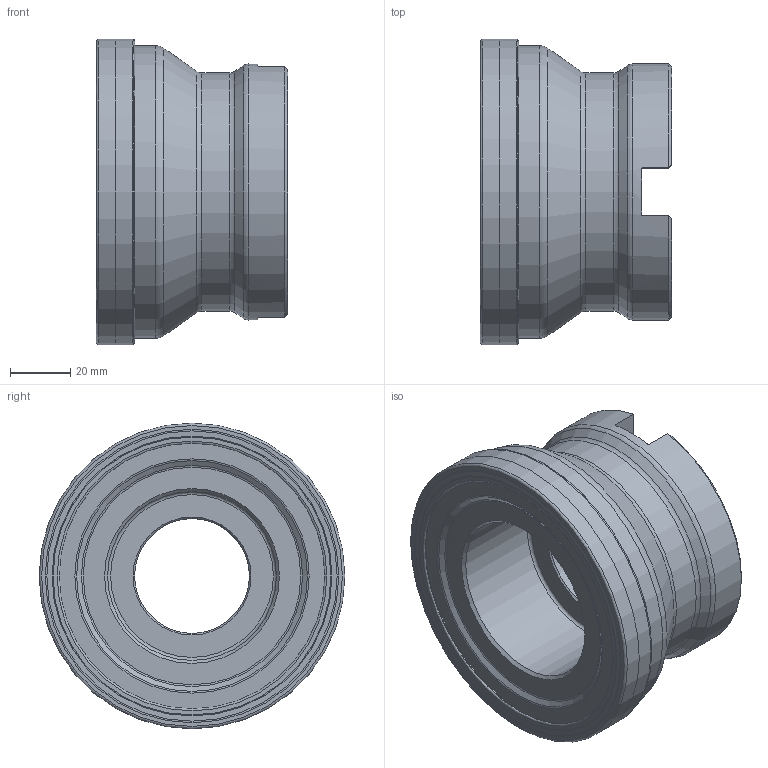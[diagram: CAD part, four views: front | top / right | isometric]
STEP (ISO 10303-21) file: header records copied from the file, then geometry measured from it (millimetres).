
FILE_DESCRIPTION(/* description */ (''),/* implementation_level */ '2;1');
FILE_NAME(/* name */ 'emp09-4.00''''-b1.50''''-ln12-13.stp',/* time_stamp */ '2023-03-09T10:43:01+08:00',/* author */ (''),/* organization */ (''),/* preprocessor_version */ 'ST-DEVELOPER v16.7',/* originating_system */ 'SIEMENS PLM Software NX 12.0',/* authorisation */ '');
FILE_SCHEMA (('AUTOMOTIVE_DESIGN { 1 0 10303 214 3 1 1 1 }'));
Length unit declared in the file: millimetre
Products named in the file (1): luol26588D0A8btp
Bounding box: 63.5 x 101.45 x 101.45 mm (x, y, z)
Volume: 281736.2 mm3; surface area: 48625.5 mm2
Topology: 2 solids, 2 shells, 70 faces, 160 edges, 93 vertices
Faces by surface type: revolution 21, plane 17, cone 13, torus 10, cylinder 9
Full cylindrical faces by diameter (mm): 38.1 x1, 56 x1, 79 x1, 85 x1, 97.13 x1
Entity records: 2249 total; most frequent: CARTESIAN_POINT 697, DIRECTION 267, ORIENTED_EDGE 218, EDGE_LOOP 116, AXIS2_PLACEMENT_3D 111, EDGE_CURVE 109, FACE_BOUND 92, VERTEX_POINT 85
